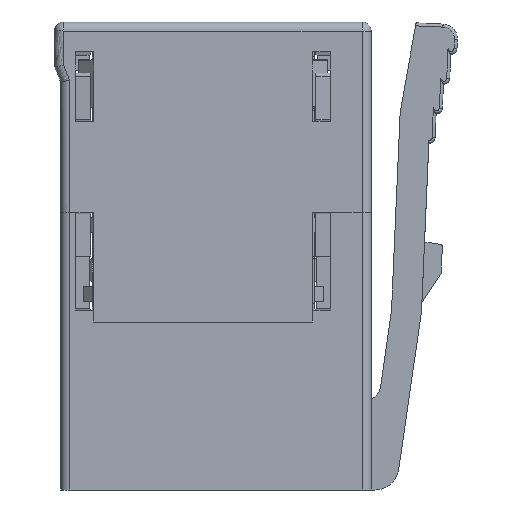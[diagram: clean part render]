
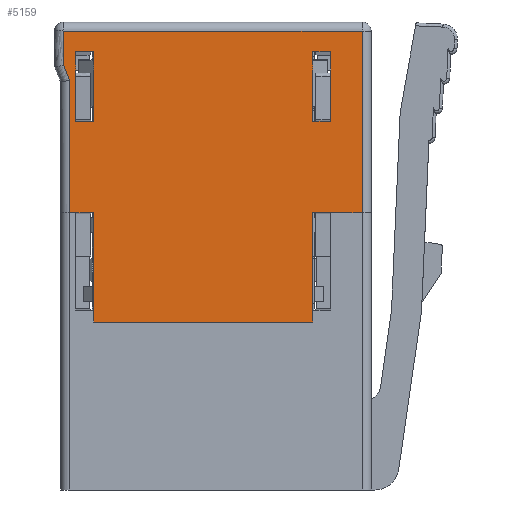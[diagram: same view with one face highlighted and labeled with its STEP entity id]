
A CAD part, front view. The second image highlights one B-rep face of the part: STEP entity #5159.
In plain terms, the highlighted planar face has unit normal (0, -1, 0).
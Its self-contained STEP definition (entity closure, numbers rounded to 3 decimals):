
#868=CARTESIAN_POINT('',(-2.65,0.25,36.25));
#869=VERTEX_POINT('',#868);
#876=CARTESIAN_POINT('',(-3.45,0.25,36.25));
#877=VERTEX_POINT('',#876);
#878=CARTESIAN_POINT('',(-2.65,0.25,36.25));
#879=DIRECTION('',(-1.,0.,0.));
#880=VECTOR('',#879,0.8);
#881=LINE('',#878,#880);
#882=EDGE_CURVE('',#869,#877,#881,.T.);
#3789=CARTESIAN_POINT('',(-3.65,0.25,42.3));
#3790=VERTEX_POINT('',#3789);
#3813=CARTESIAN_POINT('',(6.3,0.25,42.3));
#3814=VERTEX_POINT('',#3813);
#3815=CARTESIAN_POINT('',(-3.65,0.25,42.3));
#3816=DIRECTION('',(1.,0.,0.));
#3817=VECTOR('',#3816,9.95);
#3818=LINE('',#3815,#3817);
#3819=EDGE_CURVE('',#3790,#3814,#3818,.T.);
#3923=CARTESIAN_POINT('',(6.3,0.25,36.25));
#3924=VERTEX_POINT('',#3923);
#3932=CARTESIAN_POINT('',(4.65,0.25,36.25));
#3933=VERTEX_POINT('',#3932);
#3934=CARTESIAN_POINT('',(6.3,0.25,36.25));
#3935=DIRECTION('',(-1.,0.,0.));
#3936=VECTOR('',#3935,1.65);
#3937=LINE('',#3934,#3936);
#3938=EDGE_CURVE('',#3924,#3933,#3937,.T.);
#4759=CARTESIAN_POINT('',(-3.25,0.25,41.6));
#4760=VERTEX_POINT('',#4759);
#4767=CARTESIAN_POINT('',(-3.25,0.25,39.3));
#4768=VERTEX_POINT('',#4767);
#4769=CARTESIAN_POINT('',(-3.25,0.25,41.6));
#4770=DIRECTION('',(0.,0.,-1.));
#4771=VECTOR('',#4770,2.3);
#4772=LINE('',#4769,#4771);
#4773=EDGE_CURVE('',#4760,#4768,#4772,.T.);
#4989=CARTESIAN_POINT('',(-3.45,0.25,40.658));
#4990=VERTEX_POINT('',#4989);
#5003=CARTESIAN_POINT('',(-3.65,0.25,41.158));
#5004=VERTEX_POINT('',#5003);
#5005=CARTESIAN_POINT('',(-3.45,0.25,40.658));
#5006=DIRECTION('',(-0.371,0.,0.928));
#5007=VECTOR('',#5006,0.539);
#5008=LINE('',#5005,#5007);
#5009=EDGE_CURVE('',#4990,#5004,#5008,.T.);
#5043=CARTESIAN_POINT('',(-3.65,0.25,41.158));
#5044=DIRECTION('',(0.,0.,1.));
#5045=VECTOR('',#5044,1.142);
#5046=LINE('',#5043,#5045);
#5047=EDGE_CURVE('',#5004,#3790,#5046,.T.);
#5054=CARTESIAN_POINT('',(0.425,0.25,39.4));
#5055=DIRECTION('',(1.,0.,0.));
#5056=DIRECTION('',(0.,-1.,0.));
#5057=AXIS2_PLACEMENT_3D('',#5054,#5056,#5055);
#5058=PLANE('',#5057);
#5059=ORIENTED_EDGE('',*,*,#882,.F.);
#5060=CARTESIAN_POINT('',(-2.65,0.25,32.6));
#5061=VERTEX_POINT('',#5060);
#5062=CARTESIAN_POINT('',(-2.65,0.25,36.25));
#5063=DIRECTION('',(0.,0.,-1.));
#5064=VECTOR('',#5063,3.65);
#5065=LINE('',#5062,#5064);
#5066=EDGE_CURVE('',#869,#5061,#5065,.T.);
#5067=ORIENTED_EDGE('',*,*,#5066,.T.);
#5068=CARTESIAN_POINT('',(4.65,0.25,32.6));
#5069=VERTEX_POINT('',#5068);
#5070=CARTESIAN_POINT('',(-2.65,0.25,32.6));
#5071=DIRECTION('',(1.,0.,0.));
#5072=VECTOR('',#5071,7.3);
#5073=LINE('',#5070,#5072);
#5074=EDGE_CURVE('',#5061,#5069,#5073,.T.);
#5075=ORIENTED_EDGE('',*,*,#5074,.T.);
#5076=CARTESIAN_POINT('',(4.65,0.25,32.6));
#5077=DIRECTION('',(0.,0.,1.));
#5078=VECTOR('',#5077,3.65);
#5079=LINE('',#5076,#5078);
#5080=EDGE_CURVE('',#5069,#3933,#5079,.T.);
#5081=ORIENTED_EDGE('',*,*,#5080,.T.);
#5082=ORIENTED_EDGE('',*,*,#3938,.F.);
#5083=CARTESIAN_POINT('',(6.3,0.25,36.25));
#5084=DIRECTION('',(0.,0.,1.));
#5085=VECTOR('',#5084,6.05);
#5086=LINE('',#5083,#5085);
#5087=EDGE_CURVE('',#3924,#3814,#5086,.T.);
#5088=ORIENTED_EDGE('',*,*,#5087,.T.);
#5089=ORIENTED_EDGE('',*,*,#3819,.F.);
#5090=ORIENTED_EDGE('',*,*,#5047,.F.);
#5091=ORIENTED_EDGE('',*,*,#5009,.F.);
#5092=CARTESIAN_POINT('',(-3.45,0.25,40.658));
#5093=DIRECTION('',(0.,0.,-1.));
#5094=VECTOR('',#5093,4.408);
#5095=LINE('',#5092,#5094);
#5096=EDGE_CURVE('',#4990,#877,#5095,.T.);
#5097=ORIENTED_EDGE('',*,*,#5096,.T.);
#5098=EDGE_LOOP('',(#5059,#5067,#5075,#5081,#5082,#5088,#5089,#5090,#5091,#5097));
#5099=FACE_OUTER_BOUND('',#5098,.T.);
#5100=CARTESIAN_POINT('',(5.25,0.25,39.3));
#5101=VERTEX_POINT('',#5100);
#5102=CARTESIAN_POINT('',(4.65,0.25,39.3));
#5103=VERTEX_POINT('',#5102);
#5104=CARTESIAN_POINT('',(5.25,0.25,39.3));
#5105=DIRECTION('',(-1.,0.,0.));
#5106=VECTOR('',#5105,0.6);
#5107=LINE('',#5104,#5106);
#5108=EDGE_CURVE('',#5101,#5103,#5107,.T.);
#5109=ORIENTED_EDGE('',*,*,#5108,.T.);
#5110=CARTESIAN_POINT('',(4.65,0.25,41.6));
#5111=VERTEX_POINT('',#5110);
#5112=CARTESIAN_POINT('',(4.65,0.25,39.3));
#5113=DIRECTION('',(0.,0.,1.));
#5114=VECTOR('',#5113,2.3);
#5115=LINE('',#5112,#5114);
#5116=EDGE_CURVE('',#5103,#5111,#5115,.T.);
#5117=ORIENTED_EDGE('',*,*,#5116,.T.);
#5118=CARTESIAN_POINT('',(5.25,0.25,41.6));
#5119=VERTEX_POINT('',#5118);
#5120=CARTESIAN_POINT('',(4.65,0.25,41.6));
#5121=DIRECTION('',(1.,0.,0.));
#5122=VECTOR('',#5121,0.6);
#5123=LINE('',#5120,#5122);
#5124=EDGE_CURVE('',#5111,#5119,#5123,.T.);
#5125=ORIENTED_EDGE('',*,*,#5124,.T.);
#5126=CARTESIAN_POINT('',(5.25,0.25,41.6));
#5127=DIRECTION('',(0.,0.,-1.));
#5128=VECTOR('',#5127,2.3);
#5129=LINE('',#5126,#5128);
#5130=EDGE_CURVE('',#5119,#5101,#5129,.T.);
#5131=ORIENTED_EDGE('',*,*,#5130,.T.);
#5132=EDGE_LOOP('',(#5109,#5117,#5125,#5131));
#5133=FACE_BOUND('',#5132,.T.);
#5134=CARTESIAN_POINT('',(-2.65,0.25,39.3));
#5135=VERTEX_POINT('',#5134);
#5136=CARTESIAN_POINT('',(-2.65,0.25,39.3));
#5137=DIRECTION('',(-1.,0.,0.));
#5138=VECTOR('',#5137,0.6);
#5139=LINE('',#5136,#5138);
#5140=EDGE_CURVE('',#5135,#4768,#5139,.T.);
#5141=ORIENTED_EDGE('',*,*,#5140,.T.);
#5142=ORIENTED_EDGE('',*,*,#4773,.F.);
#5143=CARTESIAN_POINT('',(-2.65,0.25,41.6));
#5144=VERTEX_POINT('',#5143);
#5145=CARTESIAN_POINT('',(-3.25,0.25,41.6));
#5146=DIRECTION('',(1.,0.,0.));
#5147=VECTOR('',#5146,0.6);
#5148=LINE('',#5145,#5147);
#5149=EDGE_CURVE('',#4760,#5144,#5148,.T.);
#5150=ORIENTED_EDGE('',*,*,#5149,.T.);
#5151=CARTESIAN_POINT('',(-2.65,0.25,41.6));
#5152=DIRECTION('',(0.,0.,-1.));
#5153=VECTOR('',#5152,2.3);
#5154=LINE('',#5151,#5153);
#5155=EDGE_CURVE('',#5144,#5135,#5154,.T.);
#5156=ORIENTED_EDGE('',*,*,#5155,.T.);
#5157=EDGE_LOOP('',(#5141,#5142,#5150,#5156));
#5158=FACE_BOUND('',#5157,.T.);
#5159=ADVANCED_FACE('',(#5099,#5133,#5158),#5058,.T.);
